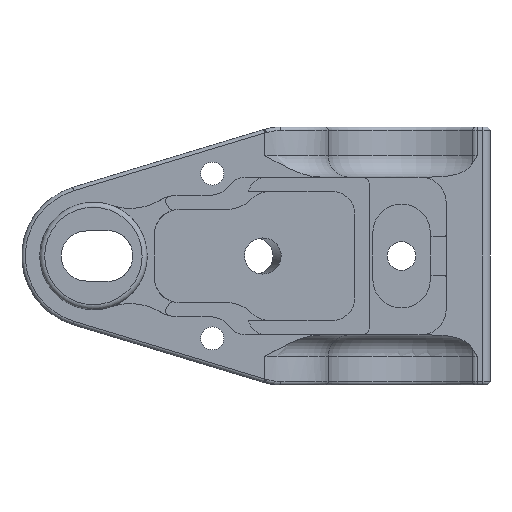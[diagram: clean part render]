
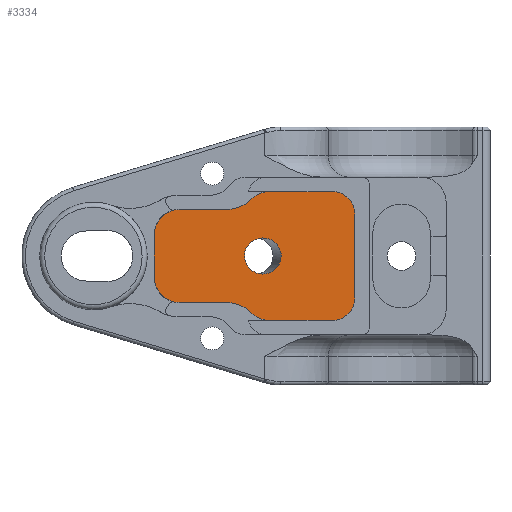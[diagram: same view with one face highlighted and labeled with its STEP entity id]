
A CAD part, front view. The second image highlights one B-rep face of the part: STEP entity #3334.
In plain terms, the highlighted planar face has unit normal (0, -1, 0).
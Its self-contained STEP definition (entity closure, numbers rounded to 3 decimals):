
#110=FACE_BOUND('',#513,.T.);
#180=PLANE('',#3690);
#320=FACE_OUTER_BOUND('',#512,.T.);
#512=EDGE_LOOP('',(#2683,#2684,#2685,#2686,#2687,#2688,#2689,#2690,#2691,
#2692,#2693,#2694,#2695,#2696));
#513=EDGE_LOOP('',(#2697));
#608=ELLIPSE('',#3425,2.565,2.518);
#697=LINE('',#5497,#909);
#700=LINE('',#5503,#912);
#712=LINE('',#5766,#924);
#762=LINE('',#7368,#974);
#763=LINE('',#7370,#975);
#764=LINE('',#7376,#976);
#909=VECTOR('',#4241,10.);
#912=VECTOR('',#4246,10.);
#924=VECTOR('',#4280,10.);
#974=VECTOR('',#4506,10.);
#975=VECTOR('',#4507,10.);
#976=VECTOR('',#4514,10.);
#1068=CIRCLE('',#3460,3.5);
#1162=CIRCLE('',#3607,3.175);
#1163=CIRCLE('',#3609,3.5);
#1164=CIRCLE('',#3611,3.5);
#1165=CIRCLE('',#3613,5.);
#1206=CIRCLE('',#3691,3.175);
#1207=CIRCLE('',#3692,3.5);
#1208=CIRCLE('',#3693,5.);
#1271=VERTEX_POINT('',#4841);
#1308=VERTEX_POINT('',#4929);
#1309=VERTEX_POINT('',#4931);
#1423=VERTEX_POINT('',#5494);
#1424=VERTEX_POINT('',#5496);
#1425=VERTEX_POINT('',#5500);
#1426=VERTEX_POINT('',#5502);
#1442=VERTEX_POINT('',#5762);
#1443=VERTEX_POINT('',#5764);
#1445=VERTEX_POINT('',#5774);
#1446=VERTEX_POINT('',#5778);
#1447=VERTEX_POINT('',#5782);
#1513=VERTEX_POINT('',#7369);
#1514=VERTEX_POINT('',#7372);
#1515=VERTEX_POINT('',#7374);
#1596=EDGE_CURVE('',#1271,#1271,#608,.T.);
#1639=EDGE_CURVE('',#1308,#1309,#1068,.T.);
#1806=EDGE_CURVE('',#1424,#1423,#697,.T.);
#1809=EDGE_CURVE('',#1425,#1426,#700,.T.);
#1833=EDGE_CURVE('',#1442,#1443,#712,.T.);
#1837=EDGE_CURVE('',#1423,#1445,#1162,.T.);
#1839=EDGE_CURVE('',#1446,#1442,#1163,.T.);
#1842=EDGE_CURVE('',#1447,#1424,#1164,.T.);
#1843=EDGE_CURVE('',#1443,#1447,#1165,.T.);
#1950=EDGE_CURVE('',#1308,#1446,#762,.T.);
#1951=EDGE_CURVE('',#1513,#1445,#763,.T.);
#1952=EDGE_CURVE('',#1426,#1513,#1206,.T.);
#1953=EDGE_CURVE('',#1514,#1425,#1207,.T.);
#1954=EDGE_CURVE('',#1515,#1514,#1208,.T.);
#1955=EDGE_CURVE('',#1309,#1515,#764,.T.);
#2683=ORIENTED_EDGE('',*,*,#1950,.T.);
#2684=ORIENTED_EDGE('',*,*,#1839,.T.);
#2685=ORIENTED_EDGE('',*,*,#1833,.T.);
#2686=ORIENTED_EDGE('',*,*,#1843,.T.);
#2687=ORIENTED_EDGE('',*,*,#1842,.T.);
#2688=ORIENTED_EDGE('',*,*,#1806,.T.);
#2689=ORIENTED_EDGE('',*,*,#1837,.T.);
#2690=ORIENTED_EDGE('',*,*,#1951,.F.);
#2691=ORIENTED_EDGE('',*,*,#1952,.F.);
#2692=ORIENTED_EDGE('',*,*,#1809,.F.);
#2693=ORIENTED_EDGE('',*,*,#1953,.F.);
#2694=ORIENTED_EDGE('',*,*,#1954,.F.);
#2695=ORIENTED_EDGE('',*,*,#1955,.F.);
#2696=ORIENTED_EDGE('',*,*,#1639,.F.);
#2697=ORIENTED_EDGE('',*,*,#1596,.T.);
#3334=ADVANCED_FACE('',(#320,#110),#180,.T.);
#3425=AXIS2_PLACEMENT_3D('',#4843,#3830,#3831);
#3460=AXIS2_PLACEMENT_3D('',#4932,#3916,#3917);
#3607=AXIS2_PLACEMENT_3D('',#5775,#4291,#4292);
#3609=AXIS2_PLACEMENT_3D('',#5779,#4296,#4297);
#3611=AXIS2_PLACEMENT_3D('',#5784,#4302,#4303);
#3613=AXIS2_PLACEMENT_3D('',#5786,#4306,#4307);
#3690=AXIS2_PLACEMENT_3D('',#7367,#4504,#4505);
#3691=AXIS2_PLACEMENT_3D('',#7371,#4508,#4509);
#3692=AXIS2_PLACEMENT_3D('',#7373,#4510,#4511);
#3693=AXIS2_PLACEMENT_3D('',#7375,#4512,#4513);
#3830=DIRECTION('center_axis',(0.,1.,0.));
#3831=DIRECTION('ref_axis',(-1.,0.,0.));
#3916=DIRECTION('center_axis',(0.,1.,0.));
#3917=DIRECTION('ref_axis',(-0.707,0.,0.707));
#4241=DIRECTION('',(1.,0.,0.));
#4246=DIRECTION('',(1.,0.,0.));
#4280=DIRECTION('',(1.,0.,0.));
#4291=DIRECTION('center_axis',(0.,-1.,0.));
#4292=DIRECTION('ref_axis',(1.,0.,0.));
#4296=DIRECTION('center_axis',(0.,-1.,0.));
#4297=DIRECTION('ref_axis',(-0.707,0.,-0.707));
#4302=DIRECTION('center_axis',(0.,-1.,0.));
#4303=DIRECTION('ref_axis',(-0.383,0.,-0.924));
#4306=DIRECTION('center_axis',(0.,1.,0.));
#4307=DIRECTION('ref_axis',(0.,0.,1.));
#4504=DIRECTION('center_axis',(0.,-1.,0.));
#4505=DIRECTION('ref_axis',(-1.,0.,0.));
#4506=DIRECTION('',(0.,0.,-1.));
#4507=DIRECTION('',(0.,0.,-1.));
#4508=DIRECTION('center_axis',(0.,1.,0.));
#4509=DIRECTION('ref_axis',(1.,0.,0.));
#4510=DIRECTION('center_axis',(0.,1.,0.));
#4511=DIRECTION('ref_axis',(-0.383,0.,0.924));
#4512=DIRECTION('center_axis',(0.,-1.,0.));
#4513=DIRECTION('ref_axis',(0.,0.,-1.));
#4514=DIRECTION('',(1.,0.,0.));
#4841=CARTESIAN_POINT('',(-21.354,-0.2,13.483));
#4843=CARTESIAN_POINT('Origin',(-21.354,-0.2,16.));
#4929=CARTESIAN_POINT('',(-36.5,-0.2,19.));
#4931=CARTESIAN_POINT('',(-33.,-0.2,22.5));
#4932=CARTESIAN_POINT('Origin',(-33.,-0.2,19.));
#5494=CARTESIAN_POINT('',(-11.675,-0.2,7.));
#5496=CARTESIAN_POINT('',(-20.388,-0.2,7.));
#5497=CARTESIAN_POINT('',(-18.25,-0.2,7.));
#5500=CARTESIAN_POINT('',(-20.388,-0.2,25.));
#5502=CARTESIAN_POINT('',(-11.675,-0.2,25.));
#5503=CARTESIAN_POINT('',(-18.25,-0.2,25.));
#5762=CARTESIAN_POINT('',(-33.,-0.2,9.5));
#5764=CARTESIAN_POINT('',(-26.409,-0.2,9.5));
#5766=CARTESIAN_POINT('',(-13.205,-0.2,9.5));
#5774=CARTESIAN_POINT('',(-8.5,-0.2,10.175));
#5775=CARTESIAN_POINT('Origin',(-11.675,-0.2,10.175));
#5778=CARTESIAN_POINT('',(-36.5,-0.2,13.));
#5779=CARTESIAN_POINT('Origin',(-33.,-0.2,13.));
#5782=CARTESIAN_POINT('',(-22.868,-0.2,8.029));
#5784=CARTESIAN_POINT('Origin',(-20.388,-0.2,10.5));
#5786=CARTESIAN_POINT('Origin',(-26.409,-0.2,4.5));
#7367=CARTESIAN_POINT('Origin',(0.,-0.2,0.));
#7368=CARTESIAN_POINT('',(-36.5,-0.2,21.877));
#7369=CARTESIAN_POINT('',(-8.5,-0.2,21.825));
#7370=CARTESIAN_POINT('',(-8.5,-0.2,3.25));
#7371=CARTESIAN_POINT('Origin',(-11.675,-0.2,21.825));
#7372=CARTESIAN_POINT('',(-22.868,-0.2,23.971));
#7373=CARTESIAN_POINT('Origin',(-20.388,-0.2,21.5));
#7374=CARTESIAN_POINT('',(-26.409,-0.2,22.5));
#7375=CARTESIAN_POINT('Origin',(-26.409,-0.2,27.5));
#7376=CARTESIAN_POINT('',(-13.205,-0.2,22.5));
